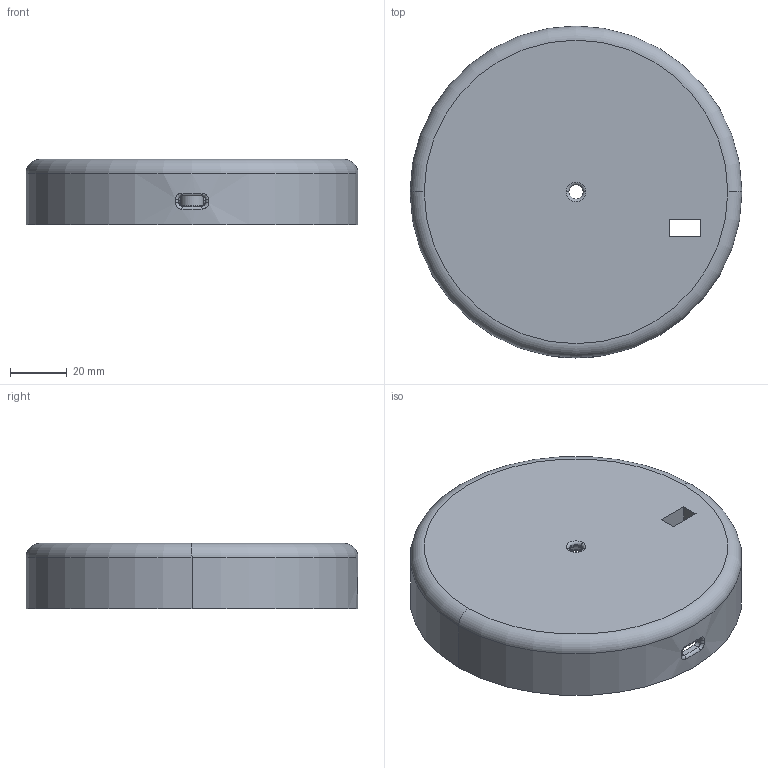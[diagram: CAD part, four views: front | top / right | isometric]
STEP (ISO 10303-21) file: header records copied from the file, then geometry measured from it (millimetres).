
FILE_DESCRIPTION (( 'STEP AP214' ), '1' );
FILE_NAME ('Base_REV3.STEP', '2025-06-10T08:28:16', ( '' ), ( '' ), 'SwSTEP 2.0', 'SolidWorks 2024', '' );
FILE_SCHEMA (( 'AUTOMOTIVE_DESIGN' ));
Length unit declared in the file: millimetre
Products named in the file (1): Base_REV3
Bounding box: 117 x 117 x 23 mm (x, y, z)
Volume: 96700.5 mm3; surface area: 39678.7 mm2
Topology: 1 solids, 1 shells, 397 faces, 904 edges, 494 vertices
Faces by surface type: cylinder 167, torus 109, plane 65, sphere 52, bspline 4
Entity records: 11213 total; most frequent: CARTESIAN_POINT 2197, DIRECTION 2172, ORIENTED_EDGE 1736, AXIS2_PLACEMENT_3D 947, EDGE_CURVE 868, CIRCLE 553, VERTEX_POINT 490, EDGE_LOOP 420
